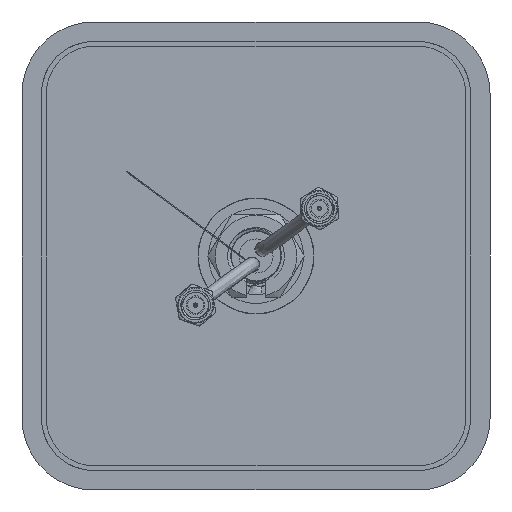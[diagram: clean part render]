
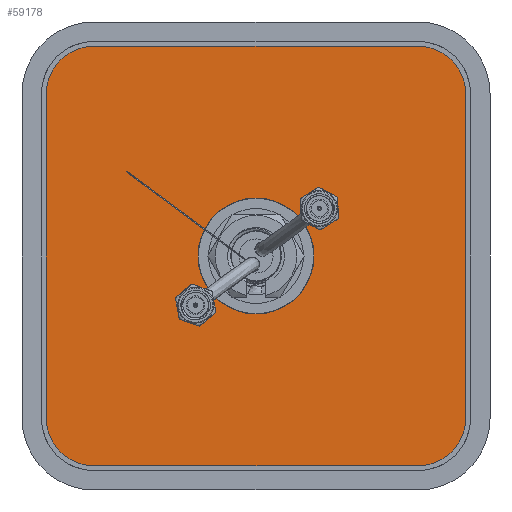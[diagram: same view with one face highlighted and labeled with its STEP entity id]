
A CAD part, front view. The second image highlights one B-rep face of the part: STEP entity #59178.
In plain terms, the highlighted planar face has unit normal (0, -1, 0).
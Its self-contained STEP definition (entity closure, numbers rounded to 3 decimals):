
#693 = VERTEX_POINT ( 'NONE', #76925 ) ;
#1171 = EDGE_CURVE ( 'NONE', #42657, #36498, #11200, .T. ) ;
#2362 = AXIS2_PLACEMENT_3D ( 'NONE', #18750, #83302, #41595 ) ;
#3831 = CIRCLE ( 'NONE', #82985, 10.24 ) ;
#5326 = CARTESIAN_POINT ( 'NONE',  ( 0., -0.4, 0. ) ) ;
#6763 = DIRECTION ( 'NONE',  ( 0., 0., 1. ) ) ;
#7842 = LINE ( 'NONE', #52297, #46545 ) ;
#8201 = DIRECTION ( 'NONE',  ( 0., 0., -1. ) ) ;
#8624 = VERTEX_POINT ( 'NONE', #73965 ) ;
#10287 = CARTESIAN_POINT ( 'NONE',  ( 35.01, -0.4, 45.25 ) ) ;
#10929 = EDGE_CURVE ( 'NONE', #693, #73906, #39199, .T. ) ;
#11200 = CIRCLE ( 'NONE', #52183, 10.24 ) ;
#12141 = DIRECTION ( 'NONE',  ( 0., 1., 0. ) ) ;
#14461 = CIRCLE ( 'NONE', #58140, 10.24 ) ;
#17312 = ORIENTED_EDGE ( 'NONE', *, *, #81967, .F. ) ;
#17986 = DIRECTION ( 'NONE',  ( 0., 1., 0. ) ) ;
#18427 = CARTESIAN_POINT ( 'NONE',  ( -45.25, -0.4, 35.01 ) ) ;
#18750 = CARTESIAN_POINT ( 'NONE',  ( 35.01, -0.4, -35.01 ) ) ;
#18929 = DIRECTION ( 'NONE',  ( 0., 0., 1. ) ) ;
#21375 = VECTOR ( 'NONE', #8201, 1000. ) ;
#21381 = CARTESIAN_POINT ( 'NONE',  ( 45.25, -0.4, 35.01 ) ) ;
#22311 = FACE_OUTER_BOUND ( 'NONE', #53517, .T. ) ;
#25218 = EDGE_CURVE ( 'NONE', #34332, #29832, #14461, .T. ) ;
#25979 = CARTESIAN_POINT ( 'NONE',  ( -35.01, -0.4, -35.01 ) ) ;
#27314 = VECTOR ( 'NONE', #72982, 1000. ) ;
#27338 = EDGE_CURVE ( 'NONE', #67684, #54638, #3831, .T. ) ;
#28213 = DIRECTION ( 'NONE',  ( 0., 1., 0. ) ) ;
#29832 = VERTEX_POINT ( 'NONE', #38960 ) ;
#34332 = VERTEX_POINT ( 'NONE', #18427 ) ;
#36279 = ORIENTED_EDGE ( 'NONE', *, *, #57246, .F. ) ;
#36311 = ORIENTED_EDGE ( 'NONE', *, *, #10929, .F. ) ;
#36498 = VERTEX_POINT ( 'NONE', #83355 ) ;
#38960 = CARTESIAN_POINT ( 'NONE',  ( -35.01, -0.4, 45.25 ) ) ;
#39199 = CIRCLE ( 'NONE', #2362, 10.24 ) ;
#39350 = ORIENTED_EDGE ( 'NONE', *, *, #25218, .F. ) ;
#39607 = VECTOR ( 'NONE', #81252, 1000. ) ;
#41331 = EDGE_LOOP ( 'NONE', ( #44008 ) ) ;
#41595 = DIRECTION ( 'NONE',  ( 0., 0., 1. ) ) ;
#42003 = PLANE ( 'NONE',  #58478 ) ;
#42657 = VERTEX_POINT ( 'NONE', #50351 ) ;
#43771 = EDGE_CURVE ( 'NONE', #36498, #34332, #53326, .T. ) ;
#44008 = ORIENTED_EDGE ( 'NONE', *, *, #73733, .T. ) ;
#44437 = DIRECTION ( 'NONE',  ( 0., 0., -1. ) ) ;
#46545 = VECTOR ( 'NONE', #78770, 1000. ) ;
#46913 = EDGE_CURVE ( 'NONE', #73906, #42657, #7842, .T. ) ;
#46938 = CARTESIAN_POINT ( 'NONE',  ( -45.25, -0.4, 35.01 ) ) ;
#46994 = ORIENTED_EDGE ( 'NONE', *, *, #1171, .F. ) ;
#48299 = DIRECTION ( 'NONE',  ( 0., 0., -1. ) ) ;
#48427 = FACE_BOUND ( 'NONE', #41331, .T. ) ;
#49845 = CIRCLE ( 'NONE', #78519, 12.5 ) ;
#50351 = CARTESIAN_POINT ( 'NONE',  ( -35.01, -0.4, -45.25 ) ) ;
#51058 = CARTESIAN_POINT ( 'NONE',  ( 45.25, -0.4, 35.01 ) ) ;
#52183 = AXIS2_PLACEMENT_3D ( 'NONE', #25979, #72131, #6763 ) ;
#52266 = ORIENTED_EDGE ( 'NONE', *, *, #27338, .F. ) ;
#52297 = CARTESIAN_POINT ( 'NONE',  ( -35.01, -0.4, -45.25 ) ) ;
#53326 = LINE ( 'NONE', #46938, #27314 ) ;
#53517 = EDGE_LOOP ( 'NONE', ( #36311, #36279, #52266, #17312, #39350, #64582, #46994, #76845 ) ) ;
#54638 = VERTEX_POINT ( 'NONE', #51058 ) ;
#55155 = CARTESIAN_POINT ( 'NONE',  ( -35.01, -0.4, 45.25 ) ) ;
#57246 = EDGE_CURVE ( 'NONE', #54638, #693, #74822, .T. ) ;
#57634 = CARTESIAN_POINT ( 'NONE',  ( 35.01, -0.4, 35.01 ) ) ;
#58140 = AXIS2_PLACEMENT_3D ( 'NONE', #67068, #28213, #48299 ) ;
#58478 = AXIS2_PLACEMENT_3D ( 'NONE', #70585, #17986, #75721 ) ;
#59178 = ADVANCED_FACE ( 'NONE', ( #22311, #48427 ), #42003, .F. ) ;
#59904 = LINE ( 'NONE', #55155, #39607 ) ;
#64582 = ORIENTED_EDGE ( 'NONE', *, *, #43771, .F. ) ;
#67068 = CARTESIAN_POINT ( 'NONE',  ( -35.01, -0.4, 35.01 ) ) ;
#67684 = VERTEX_POINT ( 'NONE', #10287 ) ;
#70585 = CARTESIAN_POINT ( 'NONE',  ( 35.01, -0.4, -35.01 ) ) ;
#72131 = DIRECTION ( 'NONE',  ( 0., 1., 0. ) ) ;
#72982 = DIRECTION ( 'NONE',  ( 0., 0., 1. ) ) ;
#73733 = EDGE_CURVE ( 'NONE', #8624, #8624, #49845, .T. ) ;
#73906 = VERTEX_POINT ( 'NONE', #77802 ) ;
#73965 = CARTESIAN_POINT ( 'NONE',  ( 0., -0.4, 12.5 ) ) ;
#74822 = LINE ( 'NONE', #21381, #21375 ) ;
#75721 = DIRECTION ( 'NONE',  ( 0., 0., 1. ) ) ;
#76440 = DIRECTION ( 'NONE',  ( 0., 1., 0. ) ) ;
#76845 = ORIENTED_EDGE ( 'NONE', *, *, #46913, .F. ) ;
#76925 = CARTESIAN_POINT ( 'NONE',  ( 45.25, -0.4, -35.01 ) ) ;
#77802 = CARTESIAN_POINT ( 'NONE',  ( 35.01, -0.4, -45.25 ) ) ;
#78519 = AXIS2_PLACEMENT_3D ( 'NONE', #5326, #12141, #18929 ) ;
#78770 = DIRECTION ( 'NONE',  ( -1., 0., 0. ) ) ;
#81252 = DIRECTION ( 'NONE',  ( 1., 0., 0. ) ) ;
#81967 = EDGE_CURVE ( 'NONE', #29832, #67684, #59904, .T. ) ;
#82985 = AXIS2_PLACEMENT_3D ( 'NONE', #57634, #76440, #44437 ) ;
#83302 = DIRECTION ( 'NONE',  ( 0., 1., 0. ) ) ;
#83355 = CARTESIAN_POINT ( 'NONE',  ( -45.25, -0.4, -35.01 ) ) ;
